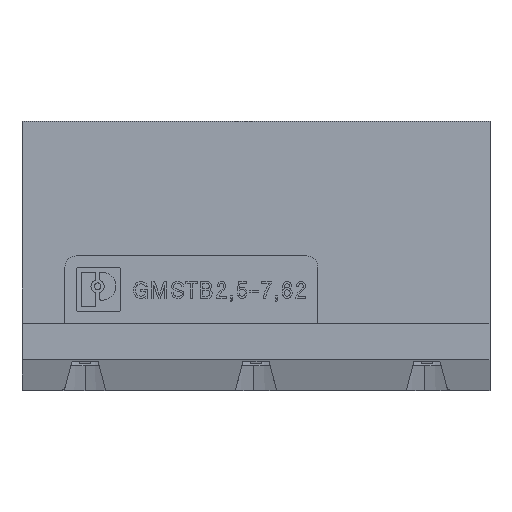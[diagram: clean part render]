
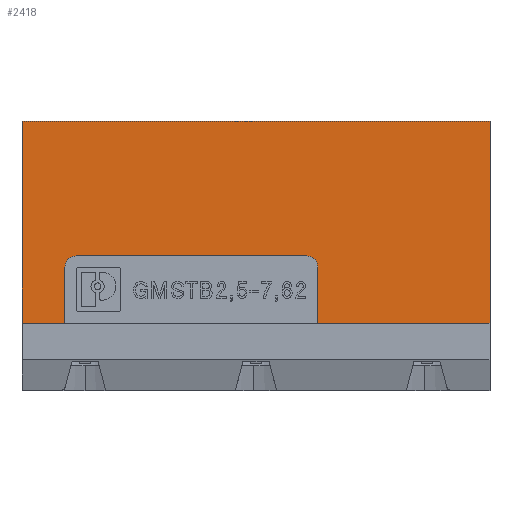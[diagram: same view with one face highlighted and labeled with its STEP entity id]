
A CAD part, top view. The second image highlights one B-rep face of the part: STEP entity #2418.
In plain terms, the highlighted planar face has unit normal (0, 0, 1).
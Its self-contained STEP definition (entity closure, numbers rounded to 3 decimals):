
#2418=ADVANCED_FACE('',(#5547),#5548,.T.);
#3988=EDGE_CURVE('',#7876,#7877,#7878,.F.);
#3990=EDGE_CURVE('',#7880,#7881,#7882,.T.);
#5547=FACE_OUTER_BOUND('',#22530,.T.);
#5548=PLANE('',#22531);
#7876=VERTEX_POINT('',#25687);
#7877=VERTEX_POINT('',#25688);
#7878=LINE('',#25689,#25690);
#7880=VERTEX_POINT('',#25693);
#7881=VERTEX_POINT('',#25694);
#7882=LINE('',#25695,#25696);
#22530=EDGE_LOOP('',(#28386,#28387,#28388,#28389,#28390,#28391,#28392,#28393,#28394,#28395));
#22531=AXIS2_PLACEMENT_3D('',#28396,#28397,#28398);
#25687=CARTESIAN_POINT('',(20.86,3.,7.67));
#25688=CARTESIAN_POINT('',(13.18,3.,7.67));
#25689=CARTESIAN_POINT('',(14.24,3.,7.67));
#25690=VECTOR('',#34088,1.0);
#25693=CARTESIAN_POINT('',(20.86,12.0,7.67));
#25694=CARTESIAN_POINT('',(0.,12.,7.67));
#25695=CARTESIAN_POINT('',(23.078,12.0,7.67));
#25696=VECTOR('',#34089,1.0);
#28386=ORIENTED_EDGE('',*,*,#3990,.T.);
#28387=ORIENTED_EDGE('',*,*,#34545,.F.);
#28388=ORIENTED_EDGE('',*,*,#34542,.F.);
#28389=ORIENTED_EDGE('',*,*,#34546,.T.);
#28390=ORIENTED_EDGE('',*,*,#34547,.F.);
#28391=ORIENTED_EDGE('',*,*,#34548,.F.);
#28392=ORIENTED_EDGE('',*,*,#34549,.F.);
#28393=ORIENTED_EDGE('',*,*,#34550,.F.);
#28394=ORIENTED_EDGE('',*,*,#3988,.F.);
#28395=ORIENTED_EDGE('',*,*,#34361,.T.);
#28396=CARTESIAN_POINT('',(28.71,12.,7.67));
#28397=DIRECTION('',(0.,0.,1.0));
#28398=DIRECTION('',(0.0,-1.0,0.));
#34088=DIRECTION('',(1.0,0.,0.));
#34089=DIRECTION('',(-1.0,0.,0.));
#34361=EDGE_CURVE('',#7876,#7880,#36882,.T.);
#34542=EDGE_CURVE('',#37117,#37119,#37120,.T.);
#34545=EDGE_CURVE('',#37119,#7881,#37123,.T.);
#34546=EDGE_CURVE('',#37117,#37124,#37125,.T.);
#34547=EDGE_CURVE('',#37126,#37124,#37127,.T.);
#34548=EDGE_CURVE('',#37128,#37126,#37129,.T.);
#34549=EDGE_CURVE('',#37130,#37128,#37131,.T.);
#34550=EDGE_CURVE('',#7877,#37130,#37132,.T.);
#36882=LINE('',#40588,#40589);
#37117=VERTEX_POINT('',#40912);
#37119=VERTEX_POINT('',#40915);
#37120=LINE('',#40916,#40917);
#37123=LINE('',#40921,#40922);
#37124=VERTEX_POINT('',#40923);
#37125=LINE('',#40924,#40925);
#37126=VERTEX_POINT('',#40926);
#37127=CIRCLE('',#40927,0.5);
#37128=VERTEX_POINT('',#40928);
#37129=LINE('',#40929,#40930);
#37130=VERTEX_POINT('',#40931);
#37131=CIRCLE('',#40932,0.5);
#37132=LINE('',#40933,#40934);
#40588=CARTESIAN_POINT('',(20.86,12.0,7.67));
#40589=VECTOR('',#45588,1.0);
#40912=CARTESIAN_POINT('',(1.91,3.,7.67));
#40915=CARTESIAN_POINT('',(0.,3.,7.67));
#40916=CARTESIAN_POINT('',(21.21,3.,7.67));
#40917=VECTOR('',#45728,1.0);
#40921=CARTESIAN_POINT('',(0.,12.,7.67));
#40922=VECTOR('',#45730,1.0);
#40923=CARTESIAN_POINT('',(1.91,5.5,7.67));
#40924=CARTESIAN_POINT('',(1.91,12.,7.67));
#40925=VECTOR('',#45731,1.0);
#40926=CARTESIAN_POINT('',(2.41,6.,7.67));
#40927=AXIS2_PLACEMENT_3D('',#45732,#45733,#45734);
#40928=CARTESIAN_POINT('',(12.68,6.,7.67));
#40929=CARTESIAN_POINT('',(2.515,6.,7.67));
#40930=VECTOR('',#45735,1.0);
#40931=CARTESIAN_POINT('',(13.18,5.5,7.67));
#40932=AXIS2_PLACEMENT_3D('',#45736,#45737,#45738);
#40933=CARTESIAN_POINT('',(13.18,8.793,7.67));
#40934=VECTOR('',#45739,1.0);
#45588=DIRECTION('',(0.,1.0,0.));
#45728=DIRECTION('',(-1.0,0.,0.));
#45730=DIRECTION('',(0.,1.0,0.));
#45731=DIRECTION('',(0.,1.0,0.));
#45732=CARTESIAN_POINT('',(2.41,5.5,7.67));
#45733=DIRECTION('',(0.,0.,1.0));
#45734=DIRECTION('',(1.0,0.,0.));
#45735=DIRECTION('',(-1.0,0.,0.));
#45736=CARTESIAN_POINT('',(12.68,5.5,7.67));
#45737=DIRECTION('',(0.,0.,1.0));
#45738=DIRECTION('',(0.,1.0,0.));
#45739=DIRECTION('',(0.,1.0,0.));
